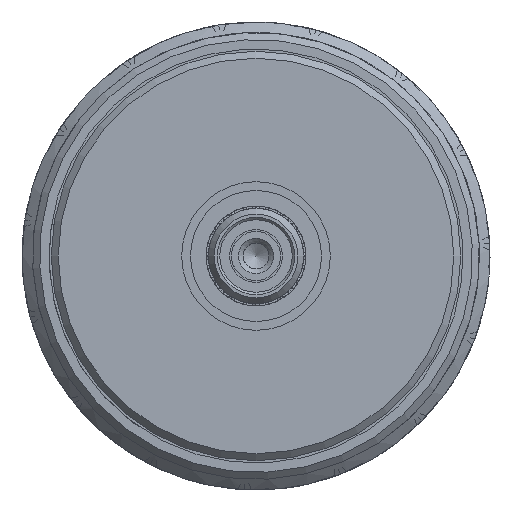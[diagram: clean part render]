
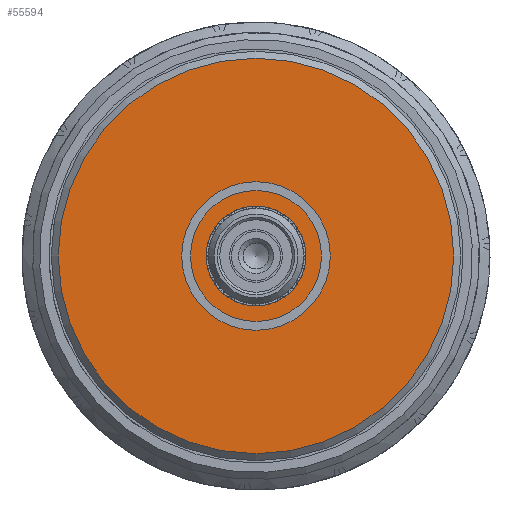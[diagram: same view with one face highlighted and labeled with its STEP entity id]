
A CAD part, front view. The second image highlights one B-rep face of the part: STEP entity #55594.
In plain terms, the highlighted planar face has unit normal (0, -1, 0).
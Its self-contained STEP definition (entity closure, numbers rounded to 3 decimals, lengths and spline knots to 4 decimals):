
#7231=PLANE('',#57107);
#15561=ORIENTED_EDGE('',*,*,#22909,.F.);
#15562=ORIENTED_EDGE('',*,*,#22910,.T.);
#22909=EDGE_CURVE('',#26608,#26608,#27639,.T.);
#22910=EDGE_CURVE('',#26609,#26609,#27640,.T.);
#26608=VERTEX_POINT('',#121128);
#26609=VERTEX_POINT('',#121131);
#27639=CIRCLE('',#57106,2.035);
#27640=CIRCLE('',#57108,8.45);
#29758=EDGE_LOOP('',(#15561));
#29759=EDGE_LOOP('',(#15562));
#32634=FACE_BOUND('',#29758,.T.);
#32635=FACE_BOUND('',#29759,.T.);
#55594=ADVANCED_FACE('',(#32634,#32635),#7231,.T.);
#57106=AXIS2_PLACEMENT_3D('',#121127,#58894,#58895);
#57107=AXIS2_PLACEMENT_3D('',#121129,#58896,#58897);
#57108=AXIS2_PLACEMENT_3D('',#121130,#58898,#58899);
#58894=DIRECTION('',(0.,-1.,0.));
#58895=DIRECTION('',(0.,0.,-1.));
#58896=DIRECTION('',(0.,-1.,0.));
#58897=DIRECTION('',(-1.,0.,0.));
#58898=DIRECTION('',(0.,-1.,0.));
#58899=DIRECTION('',(-1.,0.,0.));
#121127=CARTESIAN_POINT('',(0.,0.,0.));
#121128=CARTESIAN_POINT('',(0.,0.,-2.035));
#121129=CARTESIAN_POINT('',(0.,0.,0.));
#121130=CARTESIAN_POINT('',(0.,0.,0.));
#121131=CARTESIAN_POINT('',(-8.45,0.,0.));
